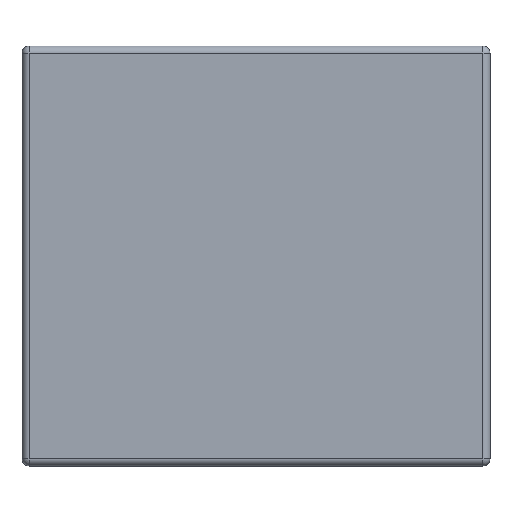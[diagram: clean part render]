
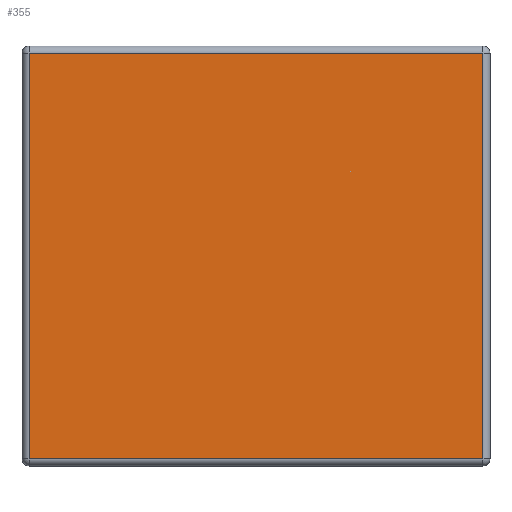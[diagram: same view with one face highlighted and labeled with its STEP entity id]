
A CAD part, front view. The second image highlights one B-rep face of the part: STEP entity #355.
In plain terms, the highlighted planar face has unit normal (0, -1, 0).
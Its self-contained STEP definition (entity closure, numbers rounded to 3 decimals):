
#44 = PLANE ( 'NONE',  #632 ) ;
#58 = ORIENTED_EDGE ( 'NONE', *, *, #263, .T. ) ;
#68 = LINE ( 'NONE', #72, #219 ) ;
#70 = VECTOR ( 'NONE', #652, 1000. ) ;
#72 = CARTESIAN_POINT ( 'NONE',  ( 189., 0., 0. ) ) ;
#76 = VERTEX_POINT ( 'NONE', #411 ) ;
#115 = CARTESIAN_POINT ( 'NONE',  ( 189., 0., 169. ) ) ;
#117 = CARTESIAN_POINT ( 'NONE',  ( -189., 0., 169. ) ) ;
#126 = ORIENTED_EDGE ( 'NONE', *, *, #392, .T. ) ;
#130 = CARTESIAN_POINT ( 'NONE',  ( 0., 0., 0. ) ) ;
#164 = VERTEX_POINT ( 'NONE', #545 ) ;
#171 = CARTESIAN_POINT ( 'NONE',  ( 0., 0., 169. ) ) ;
#195 = EDGE_CURVE ( 'NONE', #428, #477, #540, .T. ) ;
#211 = EDGE_CURVE ( 'NONE', #164, #76, #412, .T. ) ;
#219 = VECTOR ( 'NONE', #394, 1000. ) ;
#230 = ORIENTED_EDGE ( 'NONE', *, *, #211, .T. ) ;
#233 = LINE ( 'NONE', #236, #256 ) ;
#236 = CARTESIAN_POINT ( 'NONE',  ( -189., 0., 0. ) ) ;
#248 = DIRECTION ( 'NONE',  ( 0., 1., 0. ) ) ;
#256 = VECTOR ( 'NONE', #360, 1000. ) ;
#263 = EDGE_CURVE ( 'NONE', #477, #164, #233, .T. ) ;
#337 = VECTOR ( 'NONE', #580, 1000. ) ;
#355 = ADVANCED_FACE ( 'NONE', ( #661 ), #44, .F. ) ;
#360 = DIRECTION ( 'NONE',  ( 0., 0., -1. ) ) ;
#379 = EDGE_LOOP ( 'NONE', ( #58, #230, #126, #473 ) ) ;
#392 = EDGE_CURVE ( 'NONE', #76, #428, #68, .T. ) ;
#394 = DIRECTION ( 'NONE',  ( 0., 0., 1. ) ) ;
#411 = CARTESIAN_POINT ( 'NONE',  ( 189., 0., -169. ) ) ;
#412 = LINE ( 'NONE', #612, #70 ) ;
#428 = VERTEX_POINT ( 'NONE', #115 ) ;
#465 = DIRECTION ( 'NONE',  ( 0., 0., 1. ) ) ;
#473 = ORIENTED_EDGE ( 'NONE', *, *, #195, .T. ) ;
#477 = VERTEX_POINT ( 'NONE', #117 ) ;
#540 = LINE ( 'NONE', #171, #337 ) ;
#545 = CARTESIAN_POINT ( 'NONE',  ( -189., 0., -169. ) ) ;
#580 = DIRECTION ( 'NONE',  ( -1., 0., 0. ) ) ;
#612 = CARTESIAN_POINT ( 'NONE',  ( 0., 0., -169. ) ) ;
#632 = AXIS2_PLACEMENT_3D ( 'NONE', #130, #248, #465 ) ;
#652 = DIRECTION ( 'NONE',  ( 1., 0., 0. ) ) ;
#661 = FACE_OUTER_BOUND ( 'NONE', #379, .T. ) ;
